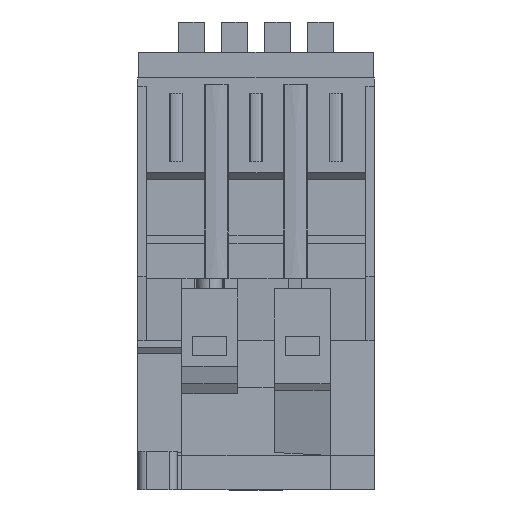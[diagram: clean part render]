
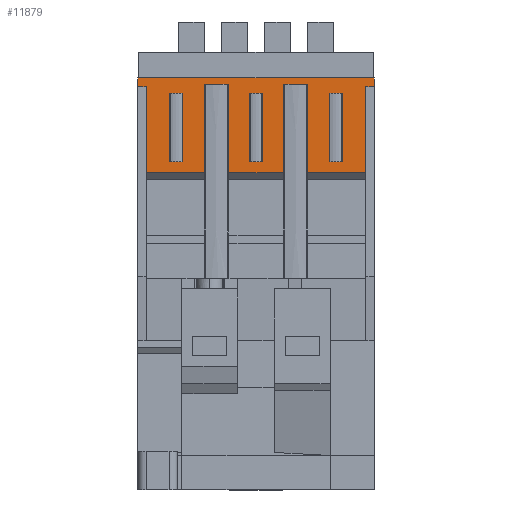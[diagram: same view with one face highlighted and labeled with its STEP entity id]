
A CAD part, front view. The second image highlights one B-rep face of the part: STEP entity #11879.
In plain terms, the highlighted planar face has unit normal (0, -1, 0).
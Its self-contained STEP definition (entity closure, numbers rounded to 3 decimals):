
#5253=DIRECTION('',(1.,0.,0.));
#5254=VECTOR('',#5253,2.6);
#5255=CARTESIAN_POINT('',(-10.55,-39.,93.7));
#5256=LINE('',#5255,#5254);
#5267=DIRECTION('',(1.,0.,0.));
#5268=VECTOR('',#5267,2.6);
#5269=CARTESIAN_POINT('',(7.95,-39.,93.7));
#5270=LINE('',#5269,#5268);
#5454=DIRECTION('',(0.,0.,-1.));
#5455=VECTOR('',#5454,20.);
#5456=CARTESIAN_POINT('',(-25.5,-39.,93.7));
#5457=LINE('',#5456,#5455);
#5461=DIRECTION('',(0.,0.,-1.));
#5462=VECTOR('',#5461,20.);
#5463=CARTESIAN_POINT('',(7.95,-39.,93.7));
#5464=LINE('',#5463,#5462);
#5468=DIRECTION('',(-1.,0.,0.));
#5469=VECTOR('',#5468,15.9);
#5470=CARTESIAN_POINT('',(7.95,-39.,73.7));
#5471=LINE('',#5470,#5469);
#5475=DIRECTION('',(0.,0.,-1.));
#5476=VECTOR('',#5475,20.);
#5477=CARTESIAN_POINT('',(-10.55,-39.,93.7));
#5478=LINE('',#5477,#5476);
#5482=DIRECTION('',(-1.,0.,0.));
#5483=VECTOR('',#5482,14.95);
#5484=CARTESIAN_POINT('',(-10.55,-39.,73.7));
#5485=LINE('',#5484,#5483);
#5489=DIRECTION('',(-1.,0.,0.));
#5490=VECTOR('',#5489,2.);
#5491=CARTESIAN_POINT('',(-25.5,-39.,93.7));
#5492=LINE('',#5491,#5490);
#5496=DIRECTION('',(-1.,0.,0.));
#5497=VECTOR('',#5496,2.);
#5498=CARTESIAN_POINT('',(27.5,-39.,93.7));
#5499=LINE('',#5498,#5497);
#5503=DIRECTION('',(0.,0.,-1.));
#5504=VECTOR('',#5503,20.);
#5505=CARTESIAN_POINT('',(25.5,-39.,93.7));
#5506=LINE('',#5505,#5504);
#5510=DIRECTION('',(-1.,0.,0.));
#5511=VECTOR('',#5510,14.95);
#5512=CARTESIAN_POINT('',(25.5,-39.,73.7));
#5513=LINE('',#5512,#5511);
#5524=DIRECTION('',(0.,0.,-1.));
#5525=VECTOR('',#5524,20.);
#5526=CARTESIAN_POINT('',(10.55,-39.,93.7));
#5527=LINE('',#5526,#5525);
#5664=DIRECTION('',(0.,0.,-1.));
#5665=VECTOR('',#5664,20.);
#5666=CARTESIAN_POINT('',(-7.95,-39.,93.7));
#5667=LINE('',#5666,#5665);
#5727=DIRECTION('',(0.,0.,-1.));
#5728=VECTOR('',#5727,2.);
#5729=CARTESIAN_POINT('',(-27.5,-39.,95.7));
#5730=LINE('',#5729,#5728);
#6000=DIRECTION('',(0.,0.,1.));
#6001=VECTOR('',#6000,2.);
#6002=CARTESIAN_POINT('',(27.5,-39.,93.7));
#6003=LINE('',#6002,#6001);
#6035=DIRECTION('',(-1.,0.,0.));
#6036=VECTOR('',#6035,55.);
#6037=CARTESIAN_POINT('',(27.5,-39.,95.7));
#6038=LINE('',#6037,#6036);
#9667=DIRECTION('',(0.,0.,-1.));
#9668=VECTOR('',#9667,16.);
#9669=CARTESIAN_POINT('',(0.7,-39.,92.2));
#9670=LINE('',#9669,#9668);
#9681=DIRECTION('',(1.,0.,0.));
#9682=VECTOR('',#9681,1.4);
#9683=CARTESIAN_POINT('',(-0.7,-39.,92.2));
#9684=LINE('',#9683,#9682);
#9758=DIRECTION('',(-1.,0.,0.));
#9759=VECTOR('',#9758,1.4);
#9760=CARTESIAN_POINT('',(0.7,-39.,76.2));
#9761=LINE('',#9760,#9759);
#9835=DIRECTION('',(0.,0.,1.));
#9836=VECTOR('',#9835,16.);
#9837=CARTESIAN_POINT('',(-0.7,-39.,76.2));
#9838=LINE('',#9837,#9836);
#9975=DIRECTION('',(0.,0.,-1.));
#9976=VECTOR('',#9975,16.);
#9977=CARTESIAN_POINT('',(19.2,-39.,92.2));
#9978=LINE('',#9977,#9976);
#9989=DIRECTION('',(1.,0.,0.));
#9990=VECTOR('',#9989,1.4);
#9991=CARTESIAN_POINT('',(17.8,-39.,92.2));
#9992=LINE('',#9991,#9990);
#10066=DIRECTION('',(-1.,0.,0.));
#10067=VECTOR('',#10066,1.4);
#10068=CARTESIAN_POINT('',(19.2,-39.,76.2));
#10069=LINE('',#10068,#10067);
#10143=DIRECTION('',(0.,0.,1.));
#10144=VECTOR('',#10143,16.);
#10145=CARTESIAN_POINT('',(17.8,-39.,76.2));
#10146=LINE('',#10145,#10144);
#10290=DIRECTION('',(0.,0.,1.));
#10291=VECTOR('',#10290,16.);
#10292=CARTESIAN_POINT('',(-19.2,-39.,76.2));
#10293=LINE('',#10292,#10291);
#10297=DIRECTION('',(1.,0.,0.));
#10298=VECTOR('',#10297,1.4);
#10299=CARTESIAN_POINT('',(-19.2,-39.,92.2));
#10300=LINE('',#10299,#10298);
#10367=DIRECTION('',(0.,0.,-1.));
#10368=VECTOR('',#10367,16.);
#10369=CARTESIAN_POINT('',(-17.8,-39.,92.2));
#10370=LINE('',#10369,#10368);
#10381=DIRECTION('',(-1.,0.,0.));
#10382=VECTOR('',#10381,1.4);
#10383=CARTESIAN_POINT('',(-17.8,-39.,76.2));
#10384=LINE('',#10383,#10382);
#10821=CARTESIAN_POINT('',(-25.5,-39.,93.7));
#10823=VERTEX_POINT('',#10821);
#10826=CARTESIAN_POINT('',(-10.55,-39.,93.7));
#10827=VERTEX_POINT('',#10826);
#10828=CARTESIAN_POINT('',(-7.95,-39.,93.7));
#10829=VERTEX_POINT('',#10828);
#10834=CARTESIAN_POINT('',(7.95,-39.,93.7));
#10835=VERTEX_POINT('',#10834);
#10836=CARTESIAN_POINT('',(10.55,-39.,93.7));
#10837=VERTEX_POINT('',#10836);
#10842=CARTESIAN_POINT('',(25.5,-39.,93.7));
#10843=VERTEX_POINT('',#10842);
#10844=CARTESIAN_POINT('',(27.5,-39.,93.7));
#10845=VERTEX_POINT('',#10844);
#10850=CARTESIAN_POINT('',(-27.5,-39.,93.7));
#10851=VERTEX_POINT('',#10850);
#10876=CARTESIAN_POINT('',(-25.5,-39.,73.7));
#10878=VERTEX_POINT('',#10876);
#10886=CARTESIAN_POINT('',(-7.95,-39.,73.7));
#10887=VERTEX_POINT('',#10886);
#10888=CARTESIAN_POINT('',(7.95,-39.,73.7));
#10889=VERTEX_POINT('',#10888);
#10890=CARTESIAN_POINT('',(-10.55,-39.,73.7));
#10891=VERTEX_POINT('',#10890);
#10895=CARTESIAN_POINT('',(25.5,-39.,73.7));
#10897=VERTEX_POINT('',#10895);
#10900=CARTESIAN_POINT('',(10.55,-39.,73.7));
#10901=VERTEX_POINT('',#10900);
#10906=CARTESIAN_POINT('',(-27.5,-39.,95.7));
#10907=VERTEX_POINT('',#10906);
#10908=CARTESIAN_POINT('',(27.5,-39.,95.7));
#10909=VERTEX_POINT('',#10908);
#10910=CARTESIAN_POINT('',(0.7,-39.,92.2));
#10911=CARTESIAN_POINT('',(0.7,-39.,76.2));
#10912=VERTEX_POINT('',#10910);
#10913=VERTEX_POINT('',#10911);
#10914=CARTESIAN_POINT('',(-0.7,-39.,92.2));
#10915=VERTEX_POINT('',#10914);
#10916=CARTESIAN_POINT('',(-0.7,-39.,76.2));
#10917=VERTEX_POINT('',#10916);
#10918=CARTESIAN_POINT('',(19.2,-39.,92.2));
#10919=CARTESIAN_POINT('',(19.2,-39.,76.2));
#10920=VERTEX_POINT('',#10918);
#10921=VERTEX_POINT('',#10919);
#10922=CARTESIAN_POINT('',(17.8,-39.,92.2));
#10923=VERTEX_POINT('',#10922);
#10924=CARTESIAN_POINT('',(17.8,-39.,76.2));
#10925=VERTEX_POINT('',#10924);
#10926=CARTESIAN_POINT('',(-19.2,-39.,76.2));
#10927=CARTESIAN_POINT('',(-19.2,-39.,92.2));
#10928=VERTEX_POINT('',#10926);
#10929=VERTEX_POINT('',#10927);
#10930=CARTESIAN_POINT('',(-17.8,-39.,76.2));
#10931=VERTEX_POINT('',#10930);
#10932=CARTESIAN_POINT('',(-17.8,-39.,92.2));
#10933=VERTEX_POINT('',#10932);
#11816=CARTESIAN_POINT('',(-33.012,-39.,97.912));
#11817=DIRECTION('',(0.,-1.,0.));
#11818=DIRECTION('',(1.,0.,0.));
#11819=AXIS2_PLACEMENT_3D('',#11816,#11817,#11818);
#11820=PLANE('',#11819);
#11822=ORIENTED_EDGE('',*,*,#11821,.F.);
#11823=ORIENTED_EDGE('',*,*,#11685,.F.);
#11825=ORIENTED_EDGE('',*,*,#11824,.T.);
#11827=ORIENTED_EDGE('',*,*,#11826,.T.);
#11829=ORIENTED_EDGE('',*,*,#11828,.F.);
#11830=ORIENTED_EDGE('',*,*,#11677,.F.);
#11832=ORIENTED_EDGE('',*,*,#11831,.T.);
#11833=ORIENTED_EDGE('',*,*,#11800,.T.);
#11834=ORIENTED_EDGE('',*,*,#11782,.F.);
#11835=ORIENTED_EDGE('',*,*,#11722,.T.);
#11837=ORIENTED_EDGE('',*,*,#11836,.F.);
#11839=ORIENTED_EDGE('',*,*,#11838,.F.);
#11841=ORIENTED_EDGE('',*,*,#11840,.F.);
#11842=ORIENTED_EDGE('',*,*,#11693,.T.);
#11844=ORIENTED_EDGE('',*,*,#11843,.T.);
#11846=ORIENTED_EDGE('',*,*,#11845,.T.);
#11847=EDGE_LOOP('',(#11822,#11823,#11825,#11827,#11829,#11830,#11832,#11833,
#11834,#11835,#11837,#11839,#11841,#11842,#11844,#11846));
#11848=FACE_OUTER_BOUND('',#11847,.F.);
#11850=ORIENTED_EDGE('',*,*,#11849,.F.);
#11852=ORIENTED_EDGE('',*,*,#11851,.F.);
#11854=ORIENTED_EDGE('',*,*,#11853,.F.);
#11856=ORIENTED_EDGE('',*,*,#11855,.F.);
#11857=EDGE_LOOP('',(#11850,#11852,#11854,#11856));
#11858=FACE_BOUND('',#11857,.F.);
#11860=ORIENTED_EDGE('',*,*,#11859,.F.);
#11862=ORIENTED_EDGE('',*,*,#11861,.F.);
#11864=ORIENTED_EDGE('',*,*,#11863,.F.);
#11866=ORIENTED_EDGE('',*,*,#11865,.F.);
#11867=EDGE_LOOP('',(#11860,#11862,#11864,#11866));
#11868=FACE_BOUND('',#11867,.F.);
#11870=ORIENTED_EDGE('',*,*,#11869,.F.);
#11872=ORIENTED_EDGE('',*,*,#11871,.F.);
#11874=ORIENTED_EDGE('',*,*,#11873,.F.);
#11876=ORIENTED_EDGE('',*,*,#11875,.F.);
#11877=EDGE_LOOP('',(#11870,#11872,#11874,#11876));
#11878=FACE_BOUND('',#11877,.F.);
#11677=EDGE_CURVE('',#10827,#10829,#5256,.T.);
#11685=EDGE_CURVE('',#10835,#10837,#5270,.T.);
#11693=EDGE_CURVE('',#10845,#10843,#5499,.T.);
#11722=EDGE_CURVE('',#10823,#10851,#5492,.T.);
#11782=EDGE_CURVE('',#10823,#10878,#5457,.T.);
#11800=EDGE_CURVE('',#10891,#10878,#5485,.T.);
#11821=EDGE_CURVE('',#10837,#10901,#5527,.T.);
#11824=EDGE_CURVE('',#10835,#10889,#5464,.T.);
#11826=EDGE_CURVE('',#10889,#10887,#5471,.T.);
#11828=EDGE_CURVE('',#10829,#10887,#5667,.T.);
#11831=EDGE_CURVE('',#10827,#10891,#5478,.T.);
#11836=EDGE_CURVE('',#10907,#10851,#5730,.T.);
#11838=EDGE_CURVE('',#10909,#10907,#6038,.T.);
#11840=EDGE_CURVE('',#10845,#10909,#6003,.T.);
#11843=EDGE_CURVE('',#10843,#10897,#5506,.T.);
#11845=EDGE_CURVE('',#10897,#10901,#5513,.T.);
#11849=EDGE_CURVE('',#10912,#10913,#9670,.T.);
#11851=EDGE_CURVE('',#10915,#10912,#9684,.T.);
#11853=EDGE_CURVE('',#10917,#10915,#9838,.T.);
#11855=EDGE_CURVE('',#10913,#10917,#9761,.T.);
#11859=EDGE_CURVE('',#10920,#10921,#9978,.T.);
#11861=EDGE_CURVE('',#10923,#10920,#9992,.T.);
#11863=EDGE_CURVE('',#10925,#10923,#10146,.T.);
#11865=EDGE_CURVE('',#10921,#10925,#10069,.T.);
#11869=EDGE_CURVE('',#10928,#10929,#10293,.T.);
#11871=EDGE_CURVE('',#10931,#10928,#10384,.T.);
#11873=EDGE_CURVE('',#10933,#10931,#10370,.T.);
#11875=EDGE_CURVE('',#10929,#10933,#10300,.T.);
#11879=ADVANCED_FACE('',(#11848,#11858,#11868,#11878),#11820,.T.);
